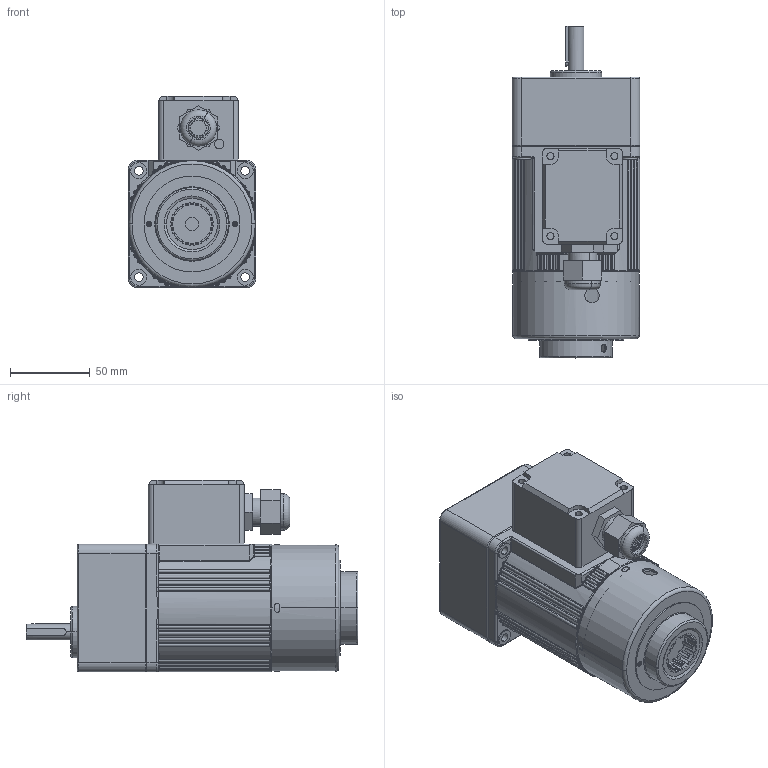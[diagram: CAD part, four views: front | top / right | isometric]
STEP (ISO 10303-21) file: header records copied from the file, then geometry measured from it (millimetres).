
FILE_DESCRIPTION (( 'STEP AP214' ), '1' );
FILE_NAME ('4IK25R-MT+4GN18-300K.STEP', '2023-12-04T08:01:48', ( '' ), ( '' ), 'SwSTEP 2.0', 'SolidWorks 2021', '' );
FILE_SCHEMA (( 'AUTOMOTIVE_DESIGN' ));
Length unit declared in the file: millimetre
Products named in the file (11): 4IK25A.STEP_蕼偞; ______________02.STEP_蕼偞; ____________.STEP_蕼偞; 80________.STEP_蕼偞; NPT1-2______-1.STEP_蕼偞; NPT1-2____________.STEP_蕼偞; 4GN18-300K.STEP_蕼偞; 4IK25R-MT+4GN18-300K; ____________-0.STEP_蕼偞; NPT1-2______.STEP_蕼偞; ____________2.STEP_蕼偞
Assembly tree (10 placements, depth 3):
  4IK25R-MT+4GN18-300K
    ____________.STEP_蕼偞
      ____________-0.STEP_蕼偞
      ____________2.STEP_蕼偞
    NPT1-2____________.STEP_蕼偞
      NPT1-2______.STEP_蕼偞
      NPT1-2______-1.STEP_蕼偞
    4IK25A.STEP_蕼偞
    80________.STEP_蕼偞
    ______________02.STEP_蕼偞
    4GN18-300K.STEP_蕼偞
Bounding box: 80 x 207.5 x 120 mm (x, y, z)
Volume: 311812.2 mm3; surface area: 144474.4 mm2
Topology: 7 solids, 8 shells, 1286 faces, 3266 edges, 1987 vertices
Faces by surface type: cylinder 413, plane 298, torus 254, bspline 191, sphere 74, cone 56
Entity records: 49091 total; most frequent: CARTESIAN_POINT 18501, DIRECTION 6451, ORIENTED_EDGE 6420, EDGE_CURVE 3210, AXIS2_PLACEMENT_3D 2669, VERTEX_POINT 1976, CIRCLE 1559, EDGE_LOOP 1382
